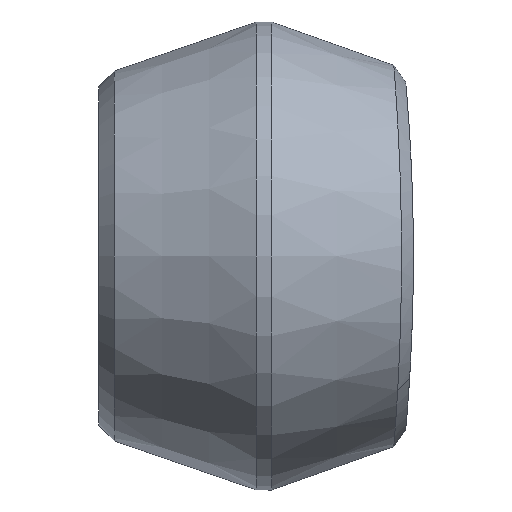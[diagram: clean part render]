
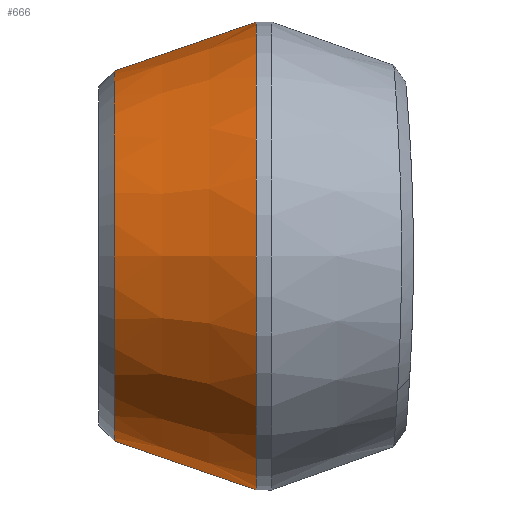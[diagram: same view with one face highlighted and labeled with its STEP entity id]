
A CAD part, left-side view. The second image highlights one B-rep face of the part: STEP entity #666.
In plain terms, the highlighted conical face has half-angle 19.046 degrees and reference radius 20.079 mm.
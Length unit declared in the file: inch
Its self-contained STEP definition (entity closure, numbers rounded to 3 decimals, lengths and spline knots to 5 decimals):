
#14 = CONICAL_SURFACE ( 'NONE', #1048, 0.7905, 0.332 ) ;
#52 = CARTESIAN_POINT ( 'NONE',  ( 0., 9.246, -0.7905 ) ) ;
#105 = FACE_OUTER_BOUND ( 'NONE', #986, .T. ) ;
#155 = CARTESIAN_POINT ( 'NONE',  ( 0., 8.63915, -1. ) ) ;
#162 = ORIENTED_EDGE ( 'NONE', *, *, #559, .T. ) ;
#188 = CARTESIAN_POINT ( 'NONE',  ( 0., 9.246, -0.7905 ) ) ;
#221 = DIRECTION ( 'NONE',  ( 0., -1., 0. ) ) ;
#234 = VERTEX_POINT ( 'NONE', #731 ) ;
#256 = DIRECTION ( 'NONE',  ( 0., 0., -1. ) ) ;
#273 = CARTESIAN_POINT ( 'NONE',  ( 0., 8.63915, 0. ) ) ;
#280 = DIRECTION ( 'NONE',  ( 0., -1., 0. ) ) ;
#341 = VECTOR ( 'NONE', #764, 39.37008 ) ;
#350 = CARTESIAN_POINT ( 'NONE',  ( 0., 9.246, 0. ) ) ;
#387 = VERTEX_POINT ( 'NONE', #155 ) ;
#421 = DIRECTION ( 'NONE',  ( 0., -0.945, 0.326 ) ) ;
#458 = CIRCLE ( 'NONE', #961, 1. ) ;
#496 = EDGE_CURVE ( 'NONE', #234, #1028, #747, .T. ) ;
#559 = EDGE_CURVE ( 'NONE', #234, #698, #789, .T. ) ;
#666 = ADVANCED_FACE ( 'NONE', ( #105 ), #14, .T. ) ;
#676 = LINE ( 'NONE', #188, #341 ) ;
#698 = VERTEX_POINT ( 'NONE', #52 ) ;
#710 = ORIENTED_EDGE ( 'NONE', *, *, #496, .F. ) ;
#731 = CARTESIAN_POINT ( 'NONE',  ( 0., 9.246, 0.7905 ) ) ;
#744 = ORIENTED_EDGE ( 'NONE', *, *, #1025, .F. ) ;
#747 = LINE ( 'NONE', #988, #853 ) ;
#764 = DIRECTION ( 'NONE',  ( 0., -0.945, -0.326 ) ) ;
#776 = DIRECTION ( 'NONE',  ( 0., 0., -1. ) ) ;
#789 = CIRCLE ( 'NONE', #892, 0.7905 ) ;
#853 = VECTOR ( 'NONE', #421, 39.37008 ) ;
#865 = DIRECTION ( 'NONE',  ( 0., -1., 0. ) ) ;
#892 = AXIS2_PLACEMENT_3D ( 'NONE', #350, #280, #776 ) ;
#897 = DIRECTION ( 'NONE',  ( 0., 0., -1. ) ) ;
#958 = EDGE_CURVE ( 'NONE', #698, #387, #676, .T. ) ;
#961 = AXIS2_PLACEMENT_3D ( 'NONE', #273, #865, #256 ) ;
#984 = CARTESIAN_POINT ( 'NONE',  ( 0., 9.246, 0. ) ) ;
#986 = EDGE_LOOP ( 'NONE', ( #710, #162, #997, #744 ) ) ;
#988 = CARTESIAN_POINT ( 'NONE',  ( 0., 9.246, 0.7905 ) ) ;
#997 = ORIENTED_EDGE ( 'NONE', *, *, #958, .T. ) ;
#1025 = EDGE_CURVE ( 'NONE', #1028, #387, #458, .T. ) ;
#1028 = VERTEX_POINT ( 'NONE', #1029 ) ;
#1029 = CARTESIAN_POINT ( 'NONE',  ( 0., 8.63915, 1. ) ) ;
#1048 = AXIS2_PLACEMENT_3D ( 'NONE', #984, #221, #897 ) ;
